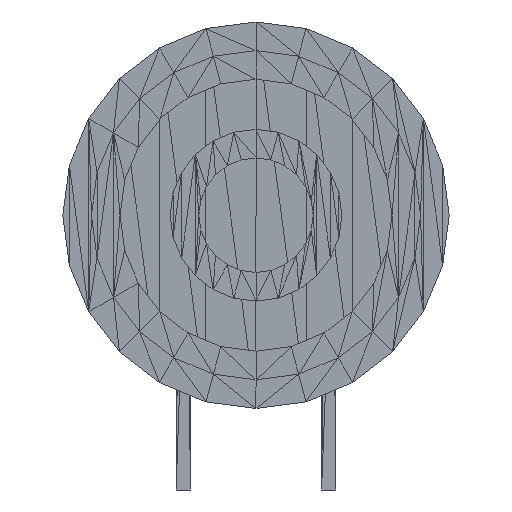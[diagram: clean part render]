
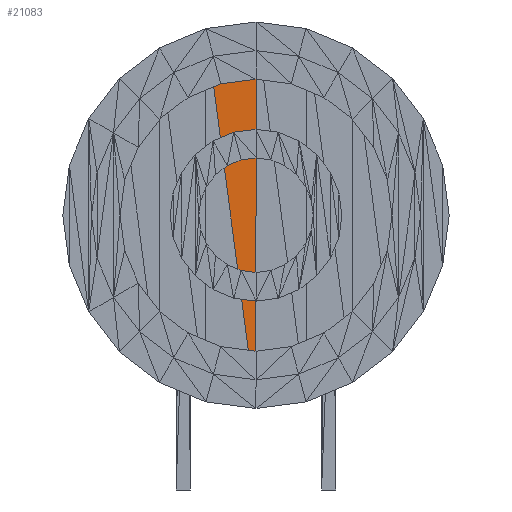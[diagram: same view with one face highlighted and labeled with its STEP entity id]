
A CAD part, left-side view. The second image highlights one B-rep face of the part: STEP entity #21083.
In plain terms, the highlighted planar face has unit normal (-1, 0, 0).
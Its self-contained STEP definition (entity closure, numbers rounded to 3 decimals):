
#11875 = VERTEX_POINT('',#11876);
#11876 = CARTESIAN_POINT('',(-13.44,0.,14.35));
#12108 = VERTEX_POINT('',#12109);
#12109 = CARTESIAN_POINT('',(-13.44,1.747,
    14.12));
#12684 = VERTEX_POINT('',#12685);
#12685 = CARTESIAN_POINT('',(-13.44,0.,
    0.85));
#12699 = PLANE('',#12700);
#12700 = AXIS2_PLACEMENT_3D('',#12701,#12702,#12703);
#12701 = CARTESIAN_POINT('',(-13.44,0.,
    0.85));
#12702 = DIRECTION('',(1.,0.,0.));
#12703 = DIRECTION('',(0.,0.,1.));
#12812 = PLANE('',#12813);
#12813 = AXIS2_PLACEMENT_3D('',#12814,#12815,#12816);
#12814 = CARTESIAN_POINT('',(-13.44,-1.747,
    1.08));
#12815 = DIRECTION('',(1.,0.,0.));
#12816 = DIRECTION('',(0.,0.,1.));
#13998 = PLANE('',#13999);
#13999 = AXIS2_PLACEMENT_3D('',#14000,#14001,#14002);
#14000 = CARTESIAN_POINT('',(-17.047,1.263,
    14.184));
#14001 = DIRECTION('',(0.,0.131,0.991
    ));
#14002 = DIRECTION('',(0.,0.991,
    -0.131));
#14039 = EDGE_CURVE('',#11875,#12108,#14040,.T.);
#14040 = SURFACE_CURVE('',#14041,(#14045,#14052),.PCURVE_S1.);
#14041 = LINE('',#14042,#14043);
#14042 = CARTESIAN_POINT('',(-13.44,0.,14.35));
#14043 = VECTOR('',#14044,1.);
#14044 = DIRECTION('',(0.,0.991,-0.131));
#14045 = PCURVE('',#13998,#14046);
#14046 = DEFINITIONAL_REPRESENTATION('',(#14047),#14051);
#14047 = LINE('',#14048,#14049);
#14048 = CARTESIAN_POINT('',(-1.274,-3.607));
#14049 = VECTOR('',#14050,1.);
#14050 = DIRECTION('',(1.,0.));
#14051 = ( GEOMETRIC_REPRESENTATION_CONTEXT(2) 
PARAMETRIC_REPRESENTATION_CONTEXT() REPRESENTATION_CONTEXT('2D SPACE',''
  ) );
#14052 = PCURVE('',#14053,#14058);
#14053 = PLANE('',#14054);
#14054 = AXIS2_PLACEMENT_3D('',#14055,#14056,#14057);
#14055 = CARTESIAN_POINT('',(-13.44,0.,
    0.85));
#14056 = DIRECTION('',(1.,0.,0.));
#14057 = DIRECTION('',(0.,0.,1.));
#14058 = DEFINITIONAL_REPRESENTATION('',(#14059),#14063);
#14059 = LINE('',#14060,#14061);
#14060 = CARTESIAN_POINT('',(13.5,0.));
#14061 = VECTOR('',#14062,1.);
#14062 = DIRECTION('',(-0.131,-0.991));
#14063 = ( GEOMETRIC_REPRESENTATION_CONTEXT(2) 
PARAMETRIC_REPRESENTATION_CONTEXT() REPRESENTATION_CONTEXT('2D SPACE',''
  ) );
#21063 = EDGE_CURVE('',#11875,#12684,#21064,.T.);
#21064 = SURFACE_CURVE('',#21065,(#21069,#21076),.PCURVE_S1.);
#21065 = LINE('',#21066,#21067);
#21066 = CARTESIAN_POINT('',(-13.44,0.,14.35));
#21067 = VECTOR('',#21068,1.);
#21068 = DIRECTION('',(0.,0.,-1.));
#21069 = PCURVE('',#12812,#21070);
#21070 = DEFINITIONAL_REPRESENTATION('',(#21071),#21075);
#21071 = LINE('',#21072,#21073);
#21072 = CARTESIAN_POINT('',(13.27,-1.747));
#21073 = VECTOR('',#21074,1.);
#21074 = DIRECTION('',(-1.,0.));
#21075 = ( GEOMETRIC_REPRESENTATION_CONTEXT(2) 
PARAMETRIC_REPRESENTATION_CONTEXT() REPRESENTATION_CONTEXT('2D SPACE',''
  ) );
#21076 = PCURVE('',#14053,#21077);
#21077 = DEFINITIONAL_REPRESENTATION('',(#21078),#21081);
#21078 = B_SPLINE_CURVE_WITH_KNOTS('',1,(#21079,#21080),.UNSPECIFIED.,
  .F.,.F.,(2,2),(0.,13.5),.PIECEWISE_BEZIER_KNOTS.);
#21079 = CARTESIAN_POINT('',(13.5,0.));
#21080 = CARTESIAN_POINT('',(0.,0.));
#21081 = ( GEOMETRIC_REPRESENTATION_CONTEXT(2) 
PARAMETRIC_REPRESENTATION_CONTEXT() REPRESENTATION_CONTEXT('2D SPACE',''
  ) );
#21083 = ADVANCED_FACE('',(#21084),#14053,.F.);
#21084 = FACE_BOUND('',#21085,.T.);
#21085 = EDGE_LOOP('',(#21086,#21087,#21088));
#21086 = ORIENTED_EDGE('',*,*,#21063,.F.);
#21087 = ORIENTED_EDGE('',*,*,#14039,.T.);
#21088 = ORIENTED_EDGE('',*,*,#21089,.T.);
#21089 = EDGE_CURVE('',#12108,#12684,#21090,.T.);
#21090 = SURFACE_CURVE('',#21091,(#21095,#21102),.PCURVE_S1.);
#21091 = LINE('',#21092,#21093);
#21092 = CARTESIAN_POINT('',(-13.44,1.747,
    14.12));
#21093 = VECTOR('',#21094,1.);
#21094 = DIRECTION('',(0.,-0.131,-0.991));
#21095 = PCURVE('',#14053,#21096);
#21096 = DEFINITIONAL_REPRESENTATION('',(#21097),#21101);
#21097 = LINE('',#21098,#21099);
#21098 = CARTESIAN_POINT('',(13.27,-1.747));
#21099 = VECTOR('',#21100,1.);
#21100 = DIRECTION('',(-0.991,0.131));
#21101 = ( GEOMETRIC_REPRESENTATION_CONTEXT(2) 
PARAMETRIC_REPRESENTATION_CONTEXT() REPRESENTATION_CONTEXT('2D SPACE',''
  ) );
#21102 = PCURVE('',#12699,#21103);
#21103 = DEFINITIONAL_REPRESENTATION('',(#21104),#21107);
#21104 = B_SPLINE_CURVE_WITH_KNOTS('',1,(#21105,#21106),.UNSPECIFIED.,
  .F.,.F.,(2,2),(0.,13.385),.PIECEWISE_BEZIER_KNOTS.);
#21105 = CARTESIAN_POINT('',(13.27,-1.747));
#21106 = CARTESIAN_POINT('',(0.,0.));
#21107 = ( GEOMETRIC_REPRESENTATION_CONTEXT(2) 
PARAMETRIC_REPRESENTATION_CONTEXT() REPRESENTATION_CONTEXT('2D SPACE',''
  ) );
